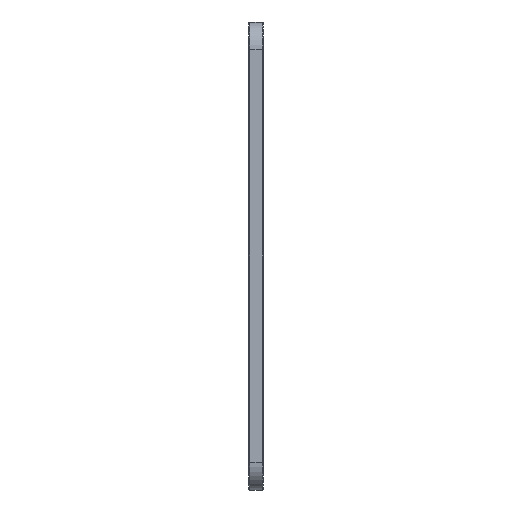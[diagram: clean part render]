
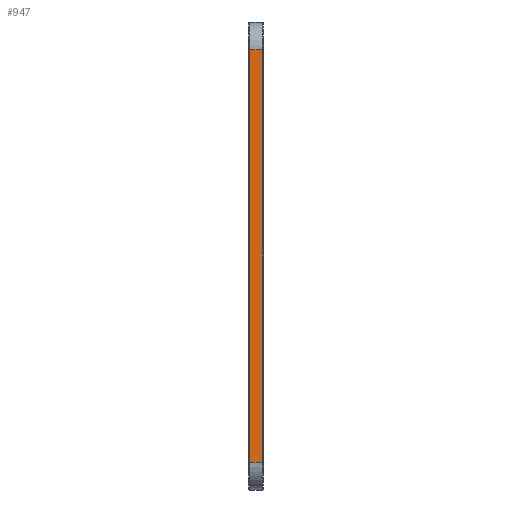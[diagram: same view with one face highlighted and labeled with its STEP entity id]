
A CAD part, front view. The second image highlights one B-rep face of the part: STEP entity #947.
In plain terms, the highlighted planar face has unit normal (0, -1, 0).
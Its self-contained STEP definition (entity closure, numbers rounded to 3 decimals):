
#918 = EDGE_CURVE('',#919,#921,#923,.T.);
#919 = VERTEX_POINT('',#920);
#920 = CARTESIAN_POINT('',(-0.126,-2.5,40.44));
#921 = VERTEX_POINT('',#922);
#922 = CARTESIAN_POINT('',(-1.926,-2.5,40.44));
#923 = LINE('',#924,#925);
#924 = CARTESIAN_POINT('',(-0.126,-2.5,40.44));
#925 = VECTOR('',#926,1.);
#926 = DIRECTION('',(-1.,-0.,-0.));
#947 = ADVANCED_FACE('',(#948),#973,.T.);
#948 = FACE_BOUND('',#949,.T.);
#949 = EDGE_LOOP('',(#950,#951,#959,#967));
#950 = ORIENTED_EDGE('',*,*,#918,.T.);
#951 = ORIENTED_EDGE('',*,*,#952,.T.);
#952 = EDGE_CURVE('',#921,#953,#955,.T.);
#953 = VERTEX_POINT('',#954);
#954 = CARTESIAN_POINT('',(-1.926,-2.5,-17.76));
#955 = LINE('',#956,#957);
#956 = CARTESIAN_POINT('',(-1.926,-2.5,40.44));
#957 = VECTOR('',#958,1.);
#958 = DIRECTION('',(0.,0.,-1.));
#959 = ORIENTED_EDGE('',*,*,#960,.F.);
#960 = EDGE_CURVE('',#961,#953,#963,.T.);
#961 = VERTEX_POINT('',#962);
#962 = CARTESIAN_POINT('',(-0.126,-2.5,-17.76));
#963 = LINE('',#964,#965);
#964 = CARTESIAN_POINT('',(-0.126,-2.5,-17.76));
#965 = VECTOR('',#966,1.);
#966 = DIRECTION('',(-1.,-0.,-0.));
#967 = ORIENTED_EDGE('',*,*,#968,.T.);
#968 = EDGE_CURVE('',#961,#919,#969,.T.);
#969 = LINE('',#970,#971);
#970 = CARTESIAN_POINT('',(-0.126,-2.5,-17.76));
#971 = VECTOR('',#972,1.);
#972 = DIRECTION('',(-0.,-0.,1.));
#973 = PLANE('',#974);
#974 = AXIS2_PLACEMENT_3D('',#975,#976,#977);
#975 = CARTESIAN_POINT('',(-0.4,-2.5,40.44));
#976 = DIRECTION('',(0.,-1.,0.));
#977 = DIRECTION('',(1.,0.,0.));
